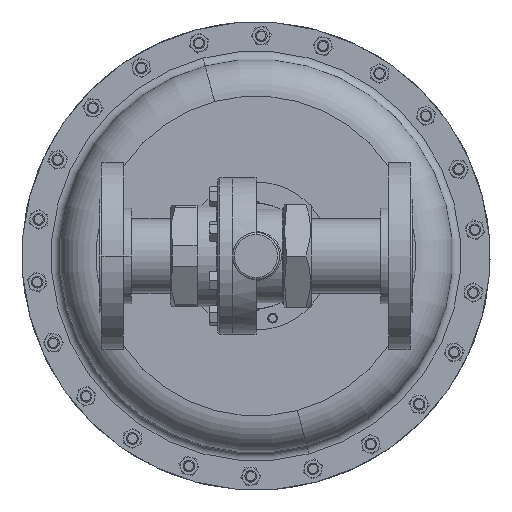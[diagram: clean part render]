
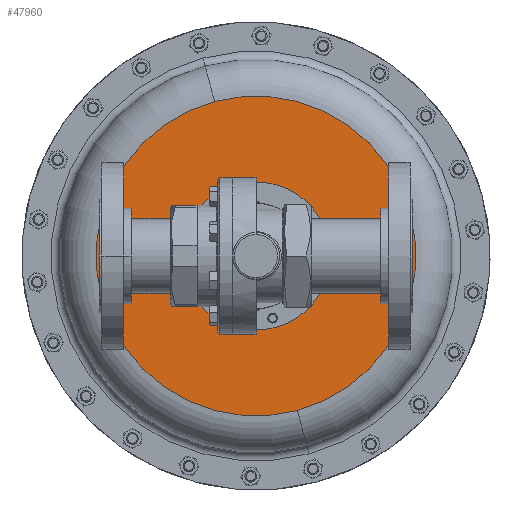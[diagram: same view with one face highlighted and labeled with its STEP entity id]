
A CAD part, front view. The second image highlights one B-rep face of the part: STEP entity #47960.
In plain terms, the highlighted planar face has unit normal (0, -1, 0).
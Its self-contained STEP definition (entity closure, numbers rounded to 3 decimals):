
#2524 = CIRCLE ( 'NONE', #3570, 2.375 ) ;
#2793 = AXIS2_PLACEMENT_3D ( 'NONE', #3992, #31829, #8003 ) ;
#3108 = AXIS2_PLACEMENT_3D ( 'NONE', #5796, #33692, #9804 ) ;
#3570 = AXIS2_PLACEMENT_3D ( 'NONE', #44072, #20004, #48108 ) ;
#3992 = CARTESIAN_POINT ( 'NONE',  ( 0., 7.093, 0. ) ) ;
#4678 = EDGE_LOOP ( 'NONE', ( #8077, #25269 ) ) ;
#4879 = CARTESIAN_POINT ( 'NONE',  ( 1.679, 7.093, -1.679 ) ) ;
#5662 = VERTEX_POINT ( 'NONE', #35257 ) ;
#5744 = CARTESIAN_POINT ( 'NONE',  ( -4.95, 7.093, -1.326 ) ) ;
#5796 = CARTESIAN_POINT ( 'NONE',  ( 0., 7.093, 0. ) ) ;
#8003 = DIRECTION ( 'NONE',  ( -0.707, 0., 0.707 ) ) ;
#8077 = ORIENTED_EDGE ( 'NONE', *, *, #42788, .F. ) ;
#8639 = VERTEX_POINT ( 'NONE', #4879 ) ;
#9804 = DIRECTION ( 'NONE',  ( 0.259, 0., -0.966 ) ) ;
#10784 = VERTEX_POINT ( 'NONE', #16176 ) ;
#13225 = CIRCLE ( 'NONE', #30720, 5.125 ) ;
#13732 = DIRECTION ( 'NONE',  ( -0.259, 0., 0.966 ) ) ;
#15556 = FACE_OUTER_BOUND ( 'NONE', #4678, .T. ) ;
#16176 = CARTESIAN_POINT ( 'NONE',  ( -1.679, 7.093, 1.679 ) ) ;
#16763 = FACE_BOUND ( 'NONE', #48335, .T. ) ;
#18163 = CIRCLE ( 'NONE', #2793, 2.375 ) ;
#19813 = ORIENTED_EDGE ( 'NONE', *, *, #46422, .T. ) ;
#20004 = DIRECTION ( 'NONE',  ( 0., 1., 0. ) ) ;
#20300 = DIRECTION ( 'NONE',  ( 0., 1., 0. ) ) ;
#22521 = AXIS2_PLACEMENT_3D ( 'NONE', #5744, #25538, #13732 ) ;
#25269 = ORIENTED_EDGE ( 'NONE', *, *, #42885, .F. ) ;
#25538 = DIRECTION ( 'NONE',  ( 0., -1., 0. ) ) ;
#27655 = ORIENTED_EDGE ( 'NONE', *, *, #43729, .T. ) ;
#28135 = CIRCLE ( 'NONE', #3108, 5.125 ) ;
#30720 = AXIS2_PLACEMENT_3D ( 'NONE', #44389, #20300, #48410 ) ;
#31829 = DIRECTION ( 'NONE',  ( 0., 1., 0. ) ) ;
#33692 = DIRECTION ( 'NONE',  ( 0., 1., 0. ) ) ;
#35257 = CARTESIAN_POINT ( 'NONE',  ( 1.326, 7.093, -4.95 ) ) ;
#35686 = VERTEX_POINT ( 'NONE', #36070 ) ;
#36070 = CARTESIAN_POINT ( 'NONE',  ( -1.326, 7.093, 4.95 ) ) ;
#37677 = PLANE ( 'NONE',  #22521 ) ;
#42788 = EDGE_CURVE ( 'NONE', #5662, #35686, #13225, .T. ) ;
#42885 = EDGE_CURVE ( 'NONE', #35686, #5662, #28135, .T. ) ;
#43729 = EDGE_CURVE ( 'NONE', #8639, #10784, #18163, .T. ) ;
#44072 = CARTESIAN_POINT ( 'NONE',  ( 0., 7.093, 0. ) ) ;
#44389 = CARTESIAN_POINT ( 'NONE',  ( 0., 7.093, 0. ) ) ;
#46422 = EDGE_CURVE ( 'NONE', #10784, #8639, #2524, .T. ) ;
#47960 = ADVANCED_FACE ( 'NONE', ( #15556, #16763 ), #37677, .T. ) ;
#48108 = DIRECTION ( 'NONE',  ( -0.707, 0., 0.707 ) ) ;
#48335 = EDGE_LOOP ( 'NONE', ( #27655, #19813 ) ) ;
#48410 = DIRECTION ( 'NONE',  ( 0.259, 0., -0.966 ) ) ;
